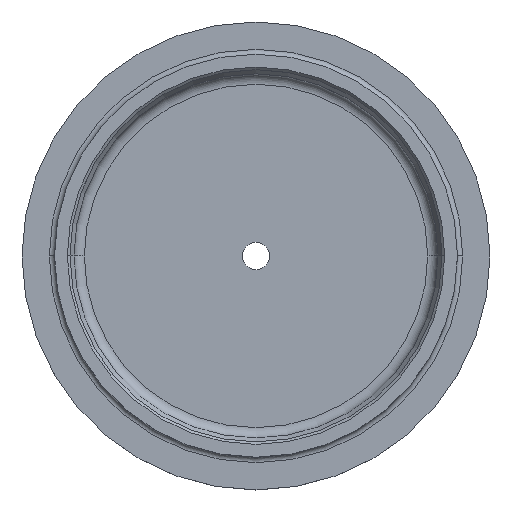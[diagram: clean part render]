
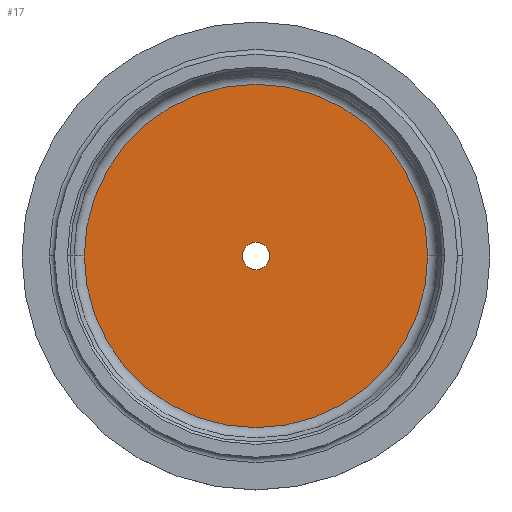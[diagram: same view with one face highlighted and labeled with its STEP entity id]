
A CAD part, top view. The second image highlights one B-rep face of the part: STEP entity #17.
In plain terms, the highlighted planar face has unit normal (0, 0, 1).
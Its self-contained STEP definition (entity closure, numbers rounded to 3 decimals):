
#17 = ADVANCED_FACE ( 'NONE', ( #607, #473 ), #561, .F. ) ;
#18 = CARTESIAN_POINT ( 'NONE',  ( 66.05, 0., 10. ) ) ;
#44 = CARTESIAN_POINT ( 'NONE',  ( 0., 0., 10. ) ) ;
#49 = DIRECTION ( 'NONE',  ( 1., 0., 0. ) ) ;
#59 = ORIENTED_EDGE ( 'NONE', *, *, #321, .F. ) ;
#63 = CARTESIAN_POINT ( 'NONE',  ( 0., 0., 10. ) ) ;
#87 = CARTESIAN_POINT ( 'NONE',  ( -66.05, 0., 10. ) ) ;
#106 = ORIENTED_EDGE ( 'NONE', *, *, #403, .T. ) ;
#142 = EDGE_LOOP ( 'NONE', ( #426, #59 ) ) ;
#152 = DIRECTION ( 'NONE',  ( -1., 0., 0. ) ) ;
#158 = VERTEX_POINT ( 'NONE', #327 ) ;
#195 = AXIS2_PLACEMENT_3D ( 'NONE', #245, #249, #556 ) ;
#196 = VERTEX_POINT ( 'NONE', #87 ) ;
#209 = CIRCLE ( 'NONE', #442, 5.25 ) ;
#216 = EDGE_LOOP ( 'NONE', ( #545, #106 ) ) ;
#244 = DIRECTION ( 'NONE',  ( 0., 0., 1. ) ) ;
#245 = CARTESIAN_POINT ( 'NONE',  ( 0., 70.05, 10. ) ) ;
#249 = DIRECTION ( 'NONE',  ( 0., 0., -1. ) ) ;
#259 = AXIS2_PLACEMENT_3D ( 'NONE', #44, #244, #506 ) ;
#301 = CIRCLE ( 'NONE', #259, 5.25 ) ;
#302 = EDGE_CURVE ( 'NONE', #158, #368, #301, .T. ) ;
#310 = EDGE_CURVE ( 'NONE', #196, #600, #422, .T. ) ;
#321 = EDGE_CURVE ( 'NONE', #368, #158, #209, .T. ) ;
#327 = CARTESIAN_POINT ( 'NONE',  ( 5.25, 0., 10. ) ) ;
#346 = CARTESIAN_POINT ( 'NONE',  ( -5.25, 0., 10. ) ) ;
#358 = DIRECTION ( 'NONE',  ( 0., 0., 1. ) ) ;
#364 = DIRECTION ( 'NONE',  ( -1., 0., 0. ) ) ;
#368 = VERTEX_POINT ( 'NONE', #346 ) ;
#371 = AXIS2_PLACEMENT_3D ( 'NONE', #614, #511, #152 ) ;
#402 = DIRECTION ( 'NONE',  ( 0., 0., 1. ) ) ;
#403 = EDGE_CURVE ( 'NONE', #600, #196, #662, .T. ) ;
#422 = CIRCLE ( 'NONE', #371, 66.05 ) ;
#426 = ORIENTED_EDGE ( 'NONE', *, *, #302, .F. ) ;
#441 = AXIS2_PLACEMENT_3D ( 'NONE', #63, #358, #364 ) ;
#442 = AXIS2_PLACEMENT_3D ( 'NONE', #553, #402, #49 ) ;
#473 = FACE_BOUND ( 'NONE', #142, .T. ) ;
#506 = DIRECTION ( 'NONE',  ( 1., 0., 0. ) ) ;
#511 = DIRECTION ( 'NONE',  ( 0., 0., 1. ) ) ;
#545 = ORIENTED_EDGE ( 'NONE', *, *, #310, .T. ) ;
#553 = CARTESIAN_POINT ( 'NONE',  ( 0., 0., 10. ) ) ;
#556 = DIRECTION ( 'NONE',  ( -1., 0., 0. ) ) ;
#561 = PLANE ( 'NONE',  #195 ) ;
#600 = VERTEX_POINT ( 'NONE', #18 ) ;
#607 = FACE_OUTER_BOUND ( 'NONE', #216, .T. ) ;
#614 = CARTESIAN_POINT ( 'NONE',  ( 0., 0., 10. ) ) ;
#662 = CIRCLE ( 'NONE', #441, 66.05 ) ;
